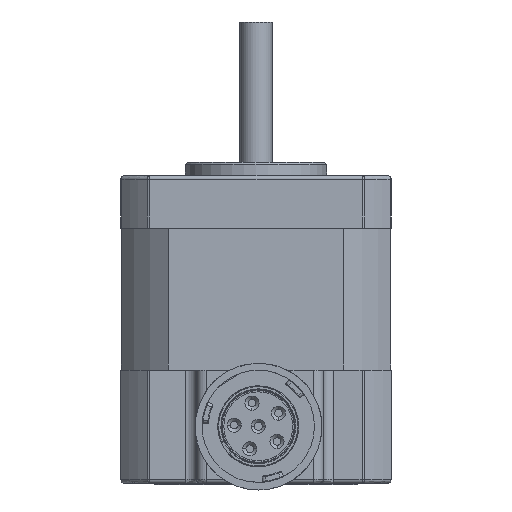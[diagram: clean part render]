
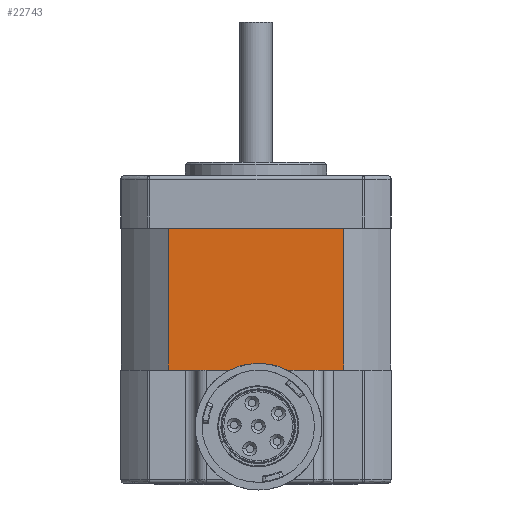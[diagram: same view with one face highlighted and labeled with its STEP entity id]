
A CAD part, front view. The second image highlights one B-rep face of the part: STEP entity #22743.
In plain terms, the highlighted planar face has unit normal (0, -1, 0).
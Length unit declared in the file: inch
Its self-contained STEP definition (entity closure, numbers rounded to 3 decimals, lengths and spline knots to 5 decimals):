
#336 = CARTESIAN_POINT ( 'NONE',  ( 0.53904, -0.828, -0.325 ) ) ;
#3637 = DIRECTION ( 'NONE',  ( 0., 0., 1. ) ) ;
#4233 = CARTESIAN_POINT ( 'NONE',  ( -0.53904, -0.828, -0.325 ) ) ;
#5215 = EDGE_LOOP ( 'NONE', ( #20646, #32254, #33130, #39790 ) ) ;
#5356 = LINE ( 'NONE', #13393, #25472 ) ;
#8519 = CARTESIAN_POINT ( 'NONE',  ( 0., -0.828, -0.325 ) ) ;
#10227 = DIRECTION ( 'NONE',  ( 0., 1., 0. ) ) ;
#11514 = VECTOR ( 'NONE', #31012, 39.37008 ) ;
#12859 = AXIS2_PLACEMENT_3D ( 'NONE', #20268, #10227, #3637 ) ;
#12969 = DIRECTION ( 'NONE',  ( 0., 0., 1. ) ) ;
#13393 = CARTESIAN_POINT ( 'NONE',  ( -0.53904, -0.828, -0.325 ) ) ;
#16300 = VECTOR ( 'NONE', #42285, 39.37008 ) ;
#20093 = CARTESIAN_POINT ( 'NONE',  ( 0.53904, -0.828, -1.195 ) ) ;
#20268 = CARTESIAN_POINT ( 'NONE',  ( 0., -0.828, -0.325 ) ) ;
#20646 = ORIENTED_EDGE ( 'NONE', *, *, #27149, .F. ) ;
#22607 = VERTEX_POINT ( 'NONE', #25921 ) ;
#22743 = ADVANCED_FACE ( 'NONE', ( #33057 ), #33668, .F. ) ;
#24845 = CARTESIAN_POINT ( 'NONE',  ( -0.53904, -0.828, -1.195 ) ) ;
#25287 = LINE ( 'NONE', #32102, #16300 ) ;
#25472 = VECTOR ( 'NONE', #12969, 39.37008 ) ;
#25921 = CARTESIAN_POINT ( 'NONE',  ( 0.53904, -0.828, -0.325 ) ) ;
#27149 = EDGE_CURVE ( 'NONE', #22607, #27159, #35287, .T. ) ;
#27159 = VERTEX_POINT ( 'NONE', #20093 ) ;
#30380 = VECTOR ( 'NONE', #39129, 39.37008 ) ;
#31012 = DIRECTION ( 'NONE',  ( 0., 0., -1. ) ) ;
#32102 = CARTESIAN_POINT ( 'NONE',  ( 0., -0.828, -1.195 ) ) ;
#32254 = ORIENTED_EDGE ( 'NONE', *, *, #40218, .T. ) ;
#32463 = LINE ( 'NONE', #8519, #30380 ) ;
#32831 = VERTEX_POINT ( 'NONE', #4233 ) ;
#33057 = FACE_OUTER_BOUND ( 'NONE', #5215, .T. ) ;
#33130 = ORIENTED_EDGE ( 'NONE', *, *, #40346, .F. ) ;
#33668 = PLANE ( 'NONE',  #12859 ) ;
#34074 = VERTEX_POINT ( 'NONE', #24845 ) ;
#35287 = LINE ( 'NONE', #336, #11514 ) ;
#39129 = DIRECTION ( 'NONE',  ( -1., 0., 0. ) ) ;
#39790 = ORIENTED_EDGE ( 'NONE', *, *, #40719, .F. ) ;
#40218 = EDGE_CURVE ( 'NONE', #22607, #32831, #32463, .T. ) ;
#40346 = EDGE_CURVE ( 'NONE', #34074, #32831, #5356, .T. ) ;
#40719 = EDGE_CURVE ( 'NONE', #27159, #34074, #25287, .T. ) ;
#42285 = DIRECTION ( 'NONE',  ( -1., 0., 0. ) ) ;
